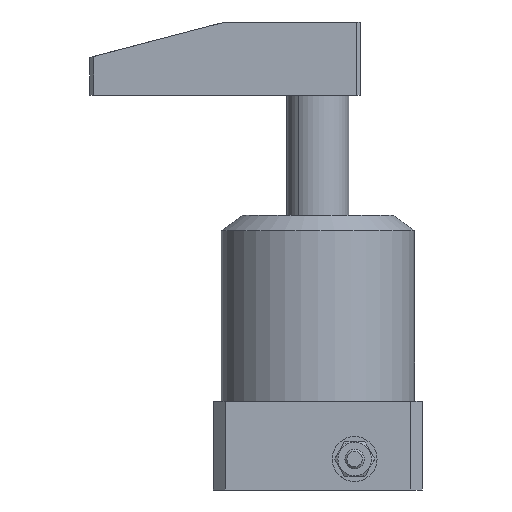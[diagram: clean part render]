
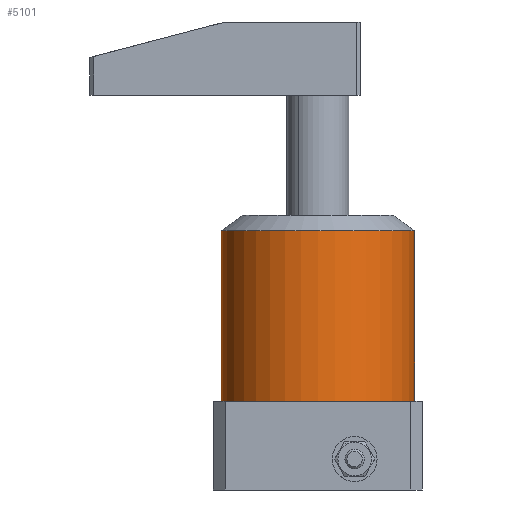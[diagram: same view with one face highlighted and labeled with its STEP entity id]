
A CAD part, front view. The second image highlights one B-rep face of the part: STEP entity #5101.
In plain terms, the highlighted cylindrical face has radius 25 mm (diameter 50 mm), a partial arc.
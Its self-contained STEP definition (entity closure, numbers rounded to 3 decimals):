
#127 = EDGE_CURVE ( 'NONE', #4405, #4396, #1023, .T. ) ;
#129 = EDGE_CURVE ( 'NONE', #5626, #842, #1025, .T. ) ;
#247 = AXIS2_PLACEMENT_3D ( 'NONE', #2050, #2073, #2029 ) ;
#249 = AXIS2_PLACEMENT_3D ( 'NONE', #2058, #2081, #1996 ) ;
#288 = FACE_OUTER_BOUND ( 'NONE', #2210, .T. ) ;
#299 = CYLINDRICAL_SURFACE ( 'NONE', #1503, 25. ) ;
#499 = CIRCLE ( 'NONE', #247, 25. ) ;
#516 = CIRCLE ( 'NONE', #249, 25. ) ;
#842 = VERTEX_POINT ( 'NONE', #2650 ) ;
#1023 = LINE ( 'NONE', #4784, #1026 ) ;
#1025 = LINE ( 'NONE', #5694, #1029 ) ;
#1026 = VECTOR ( 'NONE', #4785, 1000. ) ;
#1029 = VECTOR ( 'NONE', #5696, 1000. ) ;
#1355 = ORIENTED_EDGE ( 'NONE', *, *, #127, .T. ) ;
#1440 = ORIENTED_EDGE ( 'NONE', *, *, #4482, .T. ) ;
#1443 = ORIENTED_EDGE ( 'NONE', *, *, #4472, .F. ) ;
#1444 = ORIENTED_EDGE ( 'NONE', *, *, #129, .F. ) ;
#1503 = AXIS2_PLACEMENT_3D ( 'NONE', #4157, #4156, #4153 ) ;
#1996 = DIRECTION ( 'NONE',  ( 1., 0., 0. ) ) ;
#2029 = DIRECTION ( 'NONE',  ( 1., 0., 0. ) ) ;
#2050 = CARTESIAN_POINT ( 'NONE',  ( 0., 0., 67. ) ) ;
#2058 = CARTESIAN_POINT ( 'NONE',  ( 0., 0., 23. ) ) ;
#2073 = DIRECTION ( 'NONE',  ( 0., 0., 1. ) ) ;
#2081 = DIRECTION ( 'NONE',  ( 0., 0., 1. ) ) ;
#2210 = EDGE_LOOP ( 'NONE', ( #1444, #1443, #1355, #1440 ) ) ;
#2501 = CARTESIAN_POINT ( 'NONE',  ( -25., 0., 67. ) ) ;
#2511 = CARTESIAN_POINT ( 'NONE',  ( -25., 0., 23. ) ) ;
#2650 = CARTESIAN_POINT ( 'NONE',  ( 25., 0., 23. ) ) ;
#4153 = DIRECTION ( 'NONE',  ( -1., 0., 0. ) ) ;
#4156 = DIRECTION ( 'NONE',  ( 0., 0., -1. ) ) ;
#4157 = CARTESIAN_POINT ( 'NONE',  ( 0., 0., 71. ) ) ;
#4396 = VERTEX_POINT ( 'NONE', #2511 ) ;
#4405 = VERTEX_POINT ( 'NONE', #2501 ) ;
#4472 = EDGE_CURVE ( 'NONE', #4405, #5626, #499, .T. ) ;
#4482 = EDGE_CURVE ( 'NONE', #4396, #842, #516, .T. ) ;
#4784 = CARTESIAN_POINT ( 'NONE',  ( -25., 0., 71. ) ) ;
#4785 = DIRECTION ( 'NONE',  ( 0., 0., -1. ) ) ;
#4800 = CARTESIAN_POINT ( 'NONE',  ( 25., 0., 67. ) ) ;
#5101 = ADVANCED_FACE ( 'NONE', ( #288 ), #299, .T. ) ;
#5626 = VERTEX_POINT ( 'NONE', #4800 ) ;
#5694 = CARTESIAN_POINT ( 'NONE',  ( 25., 0., 71. ) ) ;
#5696 = DIRECTION ( 'NONE',  ( 0., 0., -1. ) ) ;
